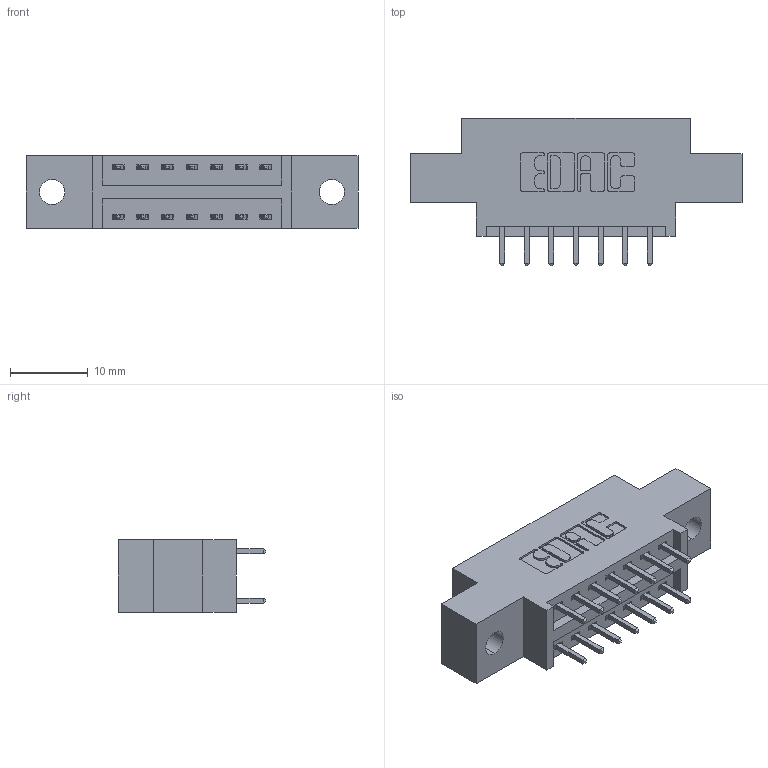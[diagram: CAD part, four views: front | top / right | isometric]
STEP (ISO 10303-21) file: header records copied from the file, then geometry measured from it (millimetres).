
FILE_DESCRIPTION (( 'STEP AP203' ), '1' );
FILE_NAME ('346-014-521-802.STEP', '2022-05-18T14:04:44', ( '' ), ( '' ), 'SwSTEP 2.0', 'SolidWorks 2020', '' );
FILE_SCHEMA (( 'CONFIG_CONTROL_DESIGN' ));
Length unit declared in the file: inch
Products named in the file (3): 346 Part_0.170 Offset - 0.128 Dia; 346-014-521-802; 345-292-001_345-293-121
Assembly tree (15 placements, depth 2):
  346-014-521-802
    346 Part_0.170 Offset - 0.128 Dia
    345-292-001_345-293-121  x14
Bounding box: 42.8 x 19.05 x 9.4 mm (x, y, z)
Volume: 3704.6 mm3; surface area: 4414 mm2
Topology: 15 solids, 15 shells, 854 faces, 2511 edges, 1654 vertices
Faces by surface type: plane 570, cylinder 284
Entity records: 9433 total; most frequent: CARTESIAN_POINT 1604, ORIENTED_EDGE 1538, DIRECTION 1465, EDGE_CURVE 769, VECTOR 609, LINE 609, VERTEX_POINT 510, AXIS2_PLACEMENT_3D 428
